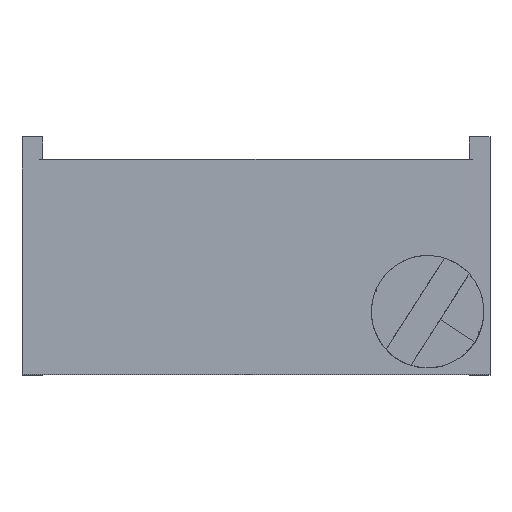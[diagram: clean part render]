
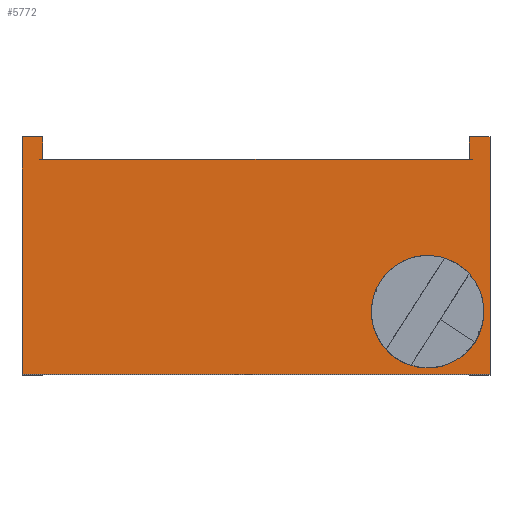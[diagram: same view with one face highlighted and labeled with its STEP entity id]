
A CAD part, top view. The second image highlights one B-rep face of the part: STEP entity #5772.
In plain terms, the highlighted free-form (B-spline) face has degree [3, 3] with [4, 4] control points.
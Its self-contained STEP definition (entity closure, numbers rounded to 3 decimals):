
#5772 = ADVANCED_FACE('',(#5773),#5788,.T.);
#5773 = FACE_BOUND('',#5774,.T.);
#5774 = EDGE_LOOP('',(#5775,#5810,#5826,#5842,#5858,#5874,#5890,#5906));
#5775 = ORIENTED_EDGE('',*,*,#5776,.T.);
#5776 = EDGE_CURVE('',#5777,#5779,#5781,.T.);
#5777 = VERTEX_POINT('',#5778);
#5778 = CARTESIAN_POINT('',(-4.347,2.42,10.03));
#5779 = VERTEX_POINT('',#5780);
#5780 = CARTESIAN_POINT('',(-4.765,2.42,10.03));
#5781 = SURFACE_CURVE('',#5782,(#5787),.PCURVE_S1.);
#5782 = B_SPLINE_CURVE_WITH_KNOTS('',3,(#5783,#5784,#5785,#5786),
  .UNSPECIFIED.,.F.,.F.,(4,4),(-0.044,0.),
  .PIECEWISE_BEZIER_KNOTS.);
#5783 = CARTESIAN_POINT('',(-4.347,2.42,10.03));
#5784 = CARTESIAN_POINT('',(-4.486,2.42,10.03));
#5785 = CARTESIAN_POINT('',(-4.626,2.42,10.03));
#5786 = CARTESIAN_POINT('',(-4.765,2.42,10.03));
#5787 = PCURVE('',#5788,#5805);
#5788 = B_SPLINE_SURFACE_WITH_KNOTS('',3,3,(
    (#5789,#5790,#5791,#5792)
    ,(#5793,#5794,#5795,#5796)
    ,(#5797,#5798,#5799,#5800)
    ,(#5801,#5802,#5803,#5804
    )),.UNSPECIFIED.,.F.,.F.,.F.,(4,4),(4,4),(0.,1.),(0.,1.),
  .PIECEWISE_BEZIER_KNOTS.);
#5789 = CARTESIAN_POINT('',(-4.765,-2.41,10.03));
#5790 = CARTESIAN_POINT('',(-4.765,-0.8,10.03));
#5791 = CARTESIAN_POINT('',(-4.765,0.81,10.03));
#5792 = CARTESIAN_POINT('',(-4.765,2.42,10.03));
#5793 = CARTESIAN_POINT('',(-1.588,-2.41,10.03));
#5794 = CARTESIAN_POINT('',(-1.588,-0.8,10.03));
#5795 = CARTESIAN_POINT('',(-1.588,0.81,10.03));
#5796 = CARTESIAN_POINT('',(-1.588,2.42,10.03));
#5797 = CARTESIAN_POINT('',(1.588,-2.41,10.03));
#5798 = CARTESIAN_POINT('',(1.588,-0.8,10.03));
#5799 = CARTESIAN_POINT('',(1.588,0.81,10.03));
#5800 = CARTESIAN_POINT('',(1.588,2.42,10.03));
#5801 = CARTESIAN_POINT('',(4.765,-2.41,10.03));
#5802 = CARTESIAN_POINT('',(4.765,-0.8,10.03));
#5803 = CARTESIAN_POINT('',(4.765,0.81,10.03));
#5804 = CARTESIAN_POINT('',(4.765,2.42,10.03));
#5805 = DEFINITIONAL_REPRESENTATION('',(#5806),#5809);
#5806 = B_SPLINE_CURVE_WITH_KNOTS('',1,(#5807,#5808),.UNSPECIFIED.,.F.,
  .F.,(2,2),(-0.044,0.),.PIECEWISE_BEZIER_KNOTS.);
#5807 = CARTESIAN_POINT('',(0.044,1.));
#5808 = CARTESIAN_POINT('',(0.,1.));
#5809 = ( GEOMETRIC_REPRESENTATION_CONTEXT(2) 
PARAMETRIC_REPRESENTATION_CONTEXT() REPRESENTATION_CONTEXT('2D SPACE',''
  ) );
#5810 = ORIENTED_EDGE('',*,*,#5811,.T.);
#5811 = EDGE_CURVE('',#5779,#5812,#5814,.T.);
#5812 = VERTEX_POINT('',#5813);
#5813 = CARTESIAN_POINT('',(-4.765,-2.41,10.03));
#5814 = SURFACE_CURVE('',#5815,(#5820),.PCURVE_S1.);
#5815 = B_SPLINE_CURVE_WITH_KNOTS('',3,(#5816,#5817,#5818,#5819),
  .UNSPECIFIED.,.F.,.F.,(4,4),(-1.,0.),.PIECEWISE_BEZIER_KNOTS.);
#5816 = CARTESIAN_POINT('',(-4.765,2.42,10.03));
#5817 = CARTESIAN_POINT('',(-4.765,0.81,10.03));
#5818 = CARTESIAN_POINT('',(-4.765,-0.8,10.03));
#5819 = CARTESIAN_POINT('',(-4.765,-2.41,10.03));
#5820 = PCURVE('',#5788,#5821);
#5821 = DEFINITIONAL_REPRESENTATION('',(#5822),#5825);
#5822 = B_SPLINE_CURVE_WITH_KNOTS('',1,(#5823,#5824),.UNSPECIFIED.,.F.,
  .F.,(2,2),(-1.,0.),.PIECEWISE_BEZIER_KNOTS.);
#5823 = CARTESIAN_POINT('',(0.,1.));
#5824 = CARTESIAN_POINT('',(0.,0.));
#5825 = ( GEOMETRIC_REPRESENTATION_CONTEXT(2) 
PARAMETRIC_REPRESENTATION_CONTEXT() REPRESENTATION_CONTEXT('2D SPACE',''
  ) );
#5826 = ORIENTED_EDGE('',*,*,#5827,.T.);
#5827 = EDGE_CURVE('',#5812,#5828,#5830,.T.);
#5828 = VERTEX_POINT('',#5829);
#5829 = CARTESIAN_POINT('',(4.765,-2.41,10.03));
#5830 = SURFACE_CURVE('',#5831,(#5836),.PCURVE_S1.);
#5831 = B_SPLINE_CURVE_WITH_KNOTS('',3,(#5832,#5833,#5834,#5835),
  .UNSPECIFIED.,.F.,.F.,(4,4),(0.,1.),.PIECEWISE_BEZIER_KNOTS.);
#5832 = CARTESIAN_POINT('',(-4.765,-2.41,10.03));
#5833 = CARTESIAN_POINT('',(-1.588,-2.41,10.03));
#5834 = CARTESIAN_POINT('',(1.588,-2.41,10.03));
#5835 = CARTESIAN_POINT('',(4.765,-2.41,10.03));
#5836 = PCURVE('',#5788,#5837);
#5837 = DEFINITIONAL_REPRESENTATION('',(#5838),#5841);
#5838 = B_SPLINE_CURVE_WITH_KNOTS('',1,(#5839,#5840),.UNSPECIFIED.,.F.,
  .F.,(2,2),(0.,1.),.PIECEWISE_BEZIER_KNOTS.);
#5839 = CARTESIAN_POINT('',(0.,0.));
#5840 = CARTESIAN_POINT('',(1.,0.));
#5841 = ( GEOMETRIC_REPRESENTATION_CONTEXT(2) 
PARAMETRIC_REPRESENTATION_CONTEXT() REPRESENTATION_CONTEXT('2D SPACE',''
  ) );
#5842 = ORIENTED_EDGE('',*,*,#5843,.T.);
#5843 = EDGE_CURVE('',#5828,#5844,#5846,.T.);
#5844 = VERTEX_POINT('',#5845);
#5845 = CARTESIAN_POINT('',(4.765,2.42,10.03));
#5846 = SURFACE_CURVE('',#5847,(#5852),.PCURVE_S1.);
#5847 = B_SPLINE_CURVE_WITH_KNOTS('',3,(#5848,#5849,#5850,#5851),
  .UNSPECIFIED.,.F.,.F.,(4,4),(0.,1.),.PIECEWISE_BEZIER_KNOTS.);
#5848 = CARTESIAN_POINT('',(4.765,-2.41,10.03));
#5849 = CARTESIAN_POINT('',(4.765,-0.8,10.03));
#5850 = CARTESIAN_POINT('',(4.765,0.81,10.03));
#5851 = CARTESIAN_POINT('',(4.765,2.42,10.03));
#5852 = PCURVE('',#5788,#5853);
#5853 = DEFINITIONAL_REPRESENTATION('',(#5854),#5857);
#5854 = B_SPLINE_CURVE_WITH_KNOTS('',1,(#5855,#5856),.UNSPECIFIED.,.F.,
  .F.,(2,2),(0.,1.),.PIECEWISE_BEZIER_KNOTS.);
#5855 = CARTESIAN_POINT('',(1.,0.));
#5856 = CARTESIAN_POINT('',(1.,1.));
#5857 = ( GEOMETRIC_REPRESENTATION_CONTEXT(2) 
PARAMETRIC_REPRESENTATION_CONTEXT() REPRESENTATION_CONTEXT('2D SPACE',''
  ) );
#5858 = ORIENTED_EDGE('',*,*,#5859,.T.);
#5859 = EDGE_CURVE('',#5844,#5860,#5862,.T.);
#5860 = VERTEX_POINT('',#5861);
#5861 = CARTESIAN_POINT('',(4.347,2.42,10.03));
#5862 = SURFACE_CURVE('',#5863,(#5868),.PCURVE_S1.);
#5863 = B_SPLINE_CURVE_WITH_KNOTS('',3,(#5864,#5865,#5866,#5867),
  .UNSPECIFIED.,.F.,.F.,(4,4),(-1.,-0.956),
  .PIECEWISE_BEZIER_KNOTS.);
#5864 = CARTESIAN_POINT('',(4.765,2.42,10.03));
#5865 = CARTESIAN_POINT('',(4.626,2.42,10.03));
#5866 = CARTESIAN_POINT('',(4.486,2.42,10.03));
#5867 = CARTESIAN_POINT('',(4.347,2.42,10.03));
#5868 = PCURVE('',#5788,#5869);
#5869 = DEFINITIONAL_REPRESENTATION('',(#5870),#5873);
#5870 = B_SPLINE_CURVE_WITH_KNOTS('',1,(#5871,#5872),.UNSPECIFIED.,.F.,
  .F.,(2,2),(-1.,-0.956),.PIECEWISE_BEZIER_KNOTS.);
#5871 = CARTESIAN_POINT('',(1.,1.));
#5872 = CARTESIAN_POINT('',(0.956,1.));
#5873 = ( GEOMETRIC_REPRESENTATION_CONTEXT(2) 
PARAMETRIC_REPRESENTATION_CONTEXT() REPRESENTATION_CONTEXT('2D SPACE',''
  ) );
#5874 = ORIENTED_EDGE('',*,*,#5875,.T.);
#5875 = EDGE_CURVE('',#5860,#5876,#5878,.T.);
#5876 = VERTEX_POINT('',#5877);
#5877 = CARTESIAN_POINT('',(4.347,1.97,10.03));
#5878 = SURFACE_CURVE('',#5879,(#5884),.PCURVE_S1.);
#5879 = B_SPLINE_CURVE_WITH_KNOTS('',3,(#5880,#5881,#5882,#5883),
  .UNSPECIFIED.,.F.,.F.,(4,4),(-1.,-0.907),
  .PIECEWISE_BEZIER_KNOTS.);
#5880 = CARTESIAN_POINT('',(4.347,2.42,10.03));
#5881 = CARTESIAN_POINT('',(4.347,2.27,10.03));
#5882 = CARTESIAN_POINT('',(4.347,2.12,10.03));
#5883 = CARTESIAN_POINT('',(4.347,1.97,10.03));
#5884 = PCURVE('',#5788,#5885);
#5885 = DEFINITIONAL_REPRESENTATION('',(#5886),#5889);
#5886 = B_SPLINE_CURVE_WITH_KNOTS('',1,(#5887,#5888),.UNSPECIFIED.,.F.,
  .F.,(2,2),(-1.,-0.907),.PIECEWISE_BEZIER_KNOTS.);
#5887 = CARTESIAN_POINT('',(0.956,1.));
#5888 = CARTESIAN_POINT('',(0.956,0.907));
#5889 = ( GEOMETRIC_REPRESENTATION_CONTEXT(2) 
PARAMETRIC_REPRESENTATION_CONTEXT() REPRESENTATION_CONTEXT('2D SPACE',''
  ) );
#5890 = ORIENTED_EDGE('',*,*,#5891,.T.);
#5891 = EDGE_CURVE('',#5876,#5892,#5894,.T.);
#5892 = VERTEX_POINT('',#5893);
#5893 = CARTESIAN_POINT('',(-4.347,1.97,10.03));
#5894 = SURFACE_CURVE('',#5895,(#5900),.PCURVE_S1.);
#5895 = B_SPLINE_CURVE_WITH_KNOTS('',3,(#5896,#5897,#5898,#5899),
  .UNSPECIFIED.,.F.,.F.,(4,4),(-0.956,-0.044),
  .PIECEWISE_BEZIER_KNOTS.);
#5896 = CARTESIAN_POINT('',(4.347,1.97,10.03));
#5897 = CARTESIAN_POINT('',(1.449,1.97,10.03));
#5898 = CARTESIAN_POINT('',(-1.449,1.97,10.03));
#5899 = CARTESIAN_POINT('',(-4.347,1.97,10.03));
#5900 = PCURVE('',#5788,#5901);
#5901 = DEFINITIONAL_REPRESENTATION('',(#5902),#5905);
#5902 = B_SPLINE_CURVE_WITH_KNOTS('',1,(#5903,#5904),.UNSPECIFIED.,.F.,
  .F.,(2,2),(-0.956,-0.044),
  .PIECEWISE_BEZIER_KNOTS.);
#5903 = CARTESIAN_POINT('',(0.956,0.907));
#5904 = CARTESIAN_POINT('',(0.044,0.907));
#5905 = ( GEOMETRIC_REPRESENTATION_CONTEXT(2) 
PARAMETRIC_REPRESENTATION_CONTEXT() REPRESENTATION_CONTEXT('2D SPACE',''
  ) );
#5906 = ORIENTED_EDGE('',*,*,#5907,.T.);
#5907 = EDGE_CURVE('',#5892,#5777,#5908,.T.);
#5908 = SURFACE_CURVE('',#5909,(#5914),.PCURVE_S1.);
#5909 = B_SPLINE_CURVE_WITH_KNOTS('',3,(#5910,#5911,#5912,#5913),
  .UNSPECIFIED.,.F.,.F.,(4,4),(0.907,1.),
  .PIECEWISE_BEZIER_KNOTS.);
#5910 = CARTESIAN_POINT('',(-4.347,1.97,10.03));
#5911 = CARTESIAN_POINT('',(-4.347,2.12,10.03));
#5912 = CARTESIAN_POINT('',(-4.347,2.27,10.03));
#5913 = CARTESIAN_POINT('',(-4.347,2.42,10.03));
#5914 = PCURVE('',#5788,#5915);
#5915 = DEFINITIONAL_REPRESENTATION('',(#5916),#5919);
#5916 = B_SPLINE_CURVE_WITH_KNOTS('',1,(#5917,#5918),.UNSPECIFIED.,.F.,
  .F.,(2,2),(0.907,1.),.PIECEWISE_BEZIER_KNOTS.);
#5917 = CARTESIAN_POINT('',(0.044,0.907));
#5918 = CARTESIAN_POINT('',(0.044,1.));
#5919 = ( GEOMETRIC_REPRESENTATION_CONTEXT(2) 
PARAMETRIC_REPRESENTATION_CONTEXT() REPRESENTATION_CONTEXT('2D SPACE',''
  ) );
